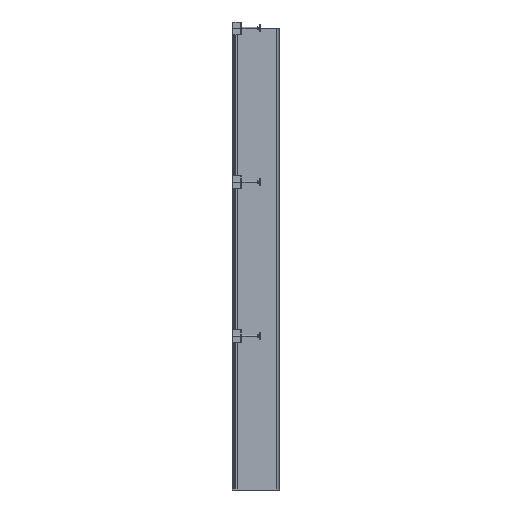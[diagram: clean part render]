
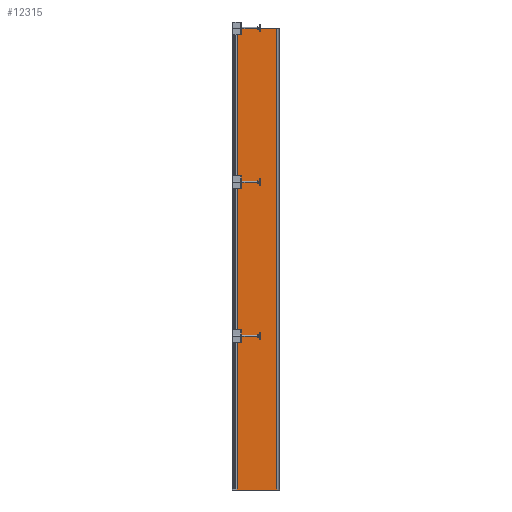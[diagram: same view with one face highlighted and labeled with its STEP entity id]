
A CAD part, left-side view. The second image highlights one B-rep face of the part: STEP entity #12315.
In plain terms, the highlighted face is planar.
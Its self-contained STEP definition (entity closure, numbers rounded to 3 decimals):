
#12152=DIRECTION('',(0.,-1.,0.));
#12153=VECTOR('',#12152,214.6);
#12154=CARTESIAN_POINT('',(0.,114.8,1200.));
#12155=LINE('',#12154,#12153);
#12156=DIRECTION('',(0.,0.,1.));
#12157=VECTOR('',#12156,2400.);
#12158=CARTESIAN_POINT('',(0.,114.8,-1200.));
#12159=LINE('',#12158,#12157);
#12160=DIRECTION('',(0.,1.,0.));
#12161=VECTOR('',#12160,214.6);
#12162=CARTESIAN_POINT('',(0.,-99.8,-1200.));
#12163=LINE('',#12162,#12161);
#12164=DIRECTION('',(0.,0.,1.));
#12165=VECTOR('',#12164,2400.);
#12166=CARTESIAN_POINT('',(0.,-99.8,-1200.));
#12167=LINE('',#12166,#12165);
#12268=CARTESIAN_POINT('',(0.,114.8,-1200.));
#12269=CARTESIAN_POINT('',(0.,114.8,1200.));
#12270=VERTEX_POINT('',#12268);
#12271=VERTEX_POINT('',#12269);
#12276=CARTESIAN_POINT('',(0.,-99.8,1200.));
#12277=VERTEX_POINT('',#12276);
#12278=CARTESIAN_POINT('',(0.,-99.8,-1200.));
#12279=VERTEX_POINT('',#12278);
#12300=CARTESIAN_POINT('',(0.,0.,0.));
#12301=DIRECTION('',(1.,0.,0.));
#12302=DIRECTION('',(0.,0.,-1.));
#12303=AXIS2_PLACEMENT_3D('',#12300,#12301,#12302);
#12304=PLANE('',#12303);
#12306=ORIENTED_EDGE('',*,*,#12305,.T.);
#12308=ORIENTED_EDGE('',*,*,#12307,.F.);
#12310=ORIENTED_EDGE('',*,*,#12309,.F.);
#12312=ORIENTED_EDGE('',*,*,#12311,.F.);
#12313=EDGE_LOOP('',(#12306,#12308,#12310,#12312));
#12314=FACE_OUTER_BOUND('',#12313,.F.);
#12305=EDGE_CURVE('',#12279,#12277,#12167,.T.);
#12307=EDGE_CURVE('',#12271,#12277,#12155,.T.);
#12309=EDGE_CURVE('',#12270,#12271,#12159,.T.);
#12311=EDGE_CURVE('',#12279,#12270,#12163,.T.);
#12315=ADVANCED_FACE('',(#12314),#12304,.T.);
